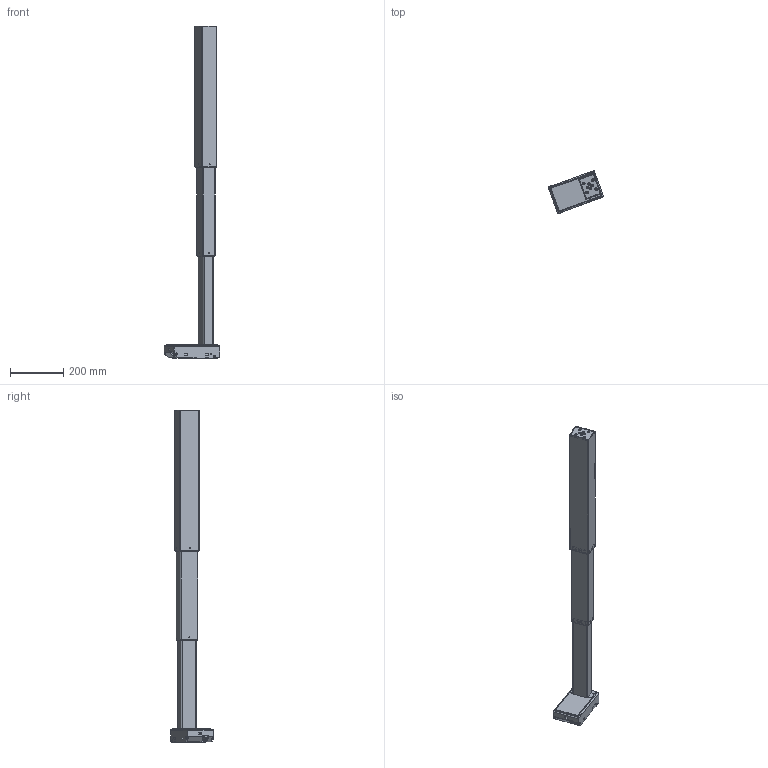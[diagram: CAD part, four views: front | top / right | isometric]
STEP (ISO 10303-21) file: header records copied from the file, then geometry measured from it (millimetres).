
FILE_DESCRIPTION (( 'STEP AP203' ), '1' );
FILE_NAME ('TL10_1.STEP', '2015-03-23T09:36:13', ( '' ), ( '' ), 'SwSTEP 2.0', 'SolidWorks 2010', '' );
FILE_SCHEMA (( 'CONFIG_CONTROL_DESIGN' ));
Length unit declared in the file: millimetre
Products named in the file (8): TL10_1; 32309-0201-524-中層管1; 32309-0101-526-外層管烤漆1; 中管防??; 外管防??; 31605-395-塑膠上蓋; 32309-0301-560-?層管烤漆1; M4無頭內六角
Assembly tree (12 placements, depth 2):
  TL10_1
    M4無頭內六角  x6
    外管防??
    32309-0101-526-外層管烤漆1
    32309-0201-524-中層管1
    32309-0301-560-?層管烤漆1
    中管防??
    31605-395-塑膠上蓋
Bounding box: 207.59 x 160.97 x 1244.1 mm (x, y, z)
Volume: 989720.8 mm3; surface area: 873348.4 mm2
Topology: 12 solids, 12 shells, 1597 faces, 4069 edges, 2470 vertices
Faces by surface type: plane 698, cylinder 573, bspline 114, torus 105, sphere 73, cone 34
Full cylindrical faces by diameter (mm): 2.2 x2, 3.2 x6, 4 x8, 5 x24, 5.2 x4, 6 x2, 7 x2, 8 x9, 10 x4, 12.2 x1
Entity records: 49908 total; most frequent: CARTESIAN_POINT 13558, ORIENTED_EDGE 7410, DIRECTION 7141, EDGE_CURVE 3705, AXIS2_PLACEMENT_3D 2444, VERTEX_POINT 2321, VECTOR 2253, LINE 2253
